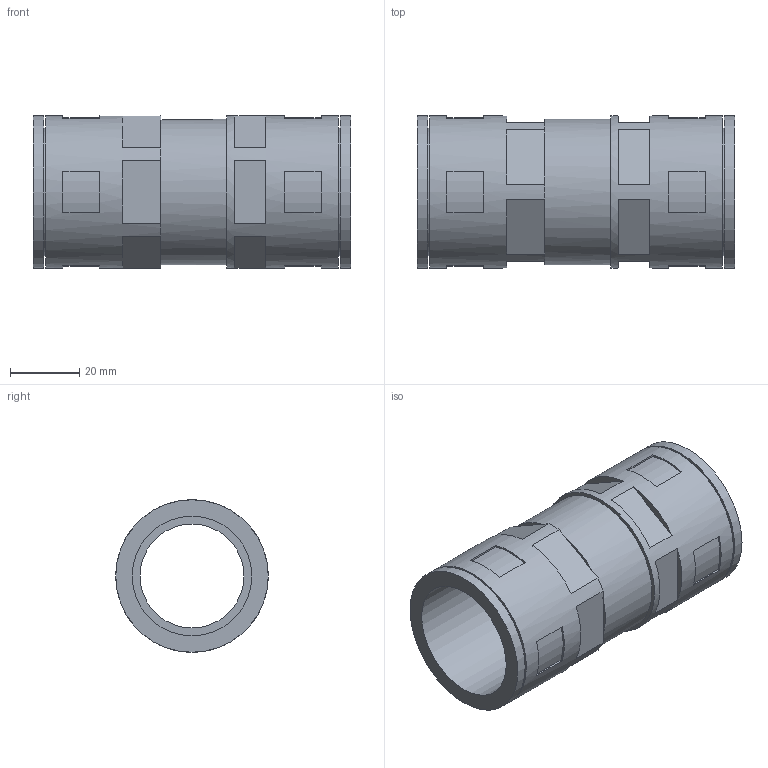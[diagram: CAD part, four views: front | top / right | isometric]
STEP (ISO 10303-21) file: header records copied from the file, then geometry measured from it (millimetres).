
FILE_DESCRIPTION( ( 'STEP AP203' ), '1' );
FILE_NAME( 'FLEXA RQK-PA 5602.034.234.stp', '2020-03-24T09:32:14', ( 'License CC BY-ND 4.0' ), ( 'CADENAS' ), ' ', 'PARTsolutions', ' ' );
FILE_SCHEMA( ( 'CONFIG_CONTROL_DESIGN' ) );
Length unit declared in the file: millimetre
Products named in the file (1): _FLEXA RQK-PA 5602.034.234
Bounding box: 91.5 x 44 x 44 mm (x, y, z)
Volume: 53025.1 mm3; surface area: 26242.7 mm2
Topology: 1 solids, 1 shells, 101 faces, 228 edges, 148 vertices
Faces by surface type: plane 83, cylinder 18
Full cylindrical faces by diameter (mm): 30 x1, 34.5 x2, 37 x2, 41.9 x1, 44 x4
Entity records: 2766 total; most frequent: DIRECTION 500, CARTESIAN_POINT 454, ORIENTED_EDGE 420, EDGE_CURVE 210, AXIS2_PLACEMENT_3D 188, VERTEX_POINT 142, EDGE_LOOP 134, LINE 124
